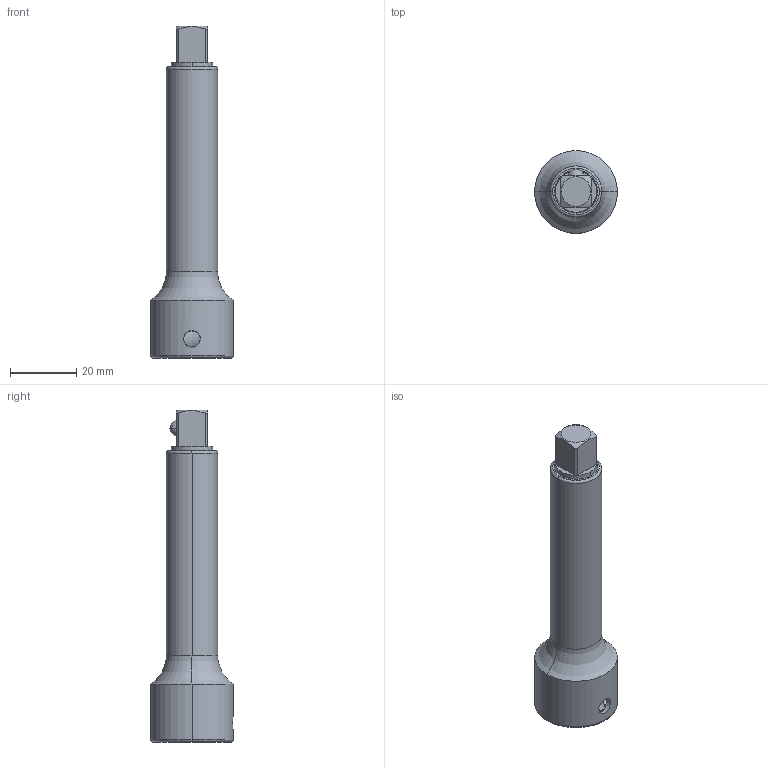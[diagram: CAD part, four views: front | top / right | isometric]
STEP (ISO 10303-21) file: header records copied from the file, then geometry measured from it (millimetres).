
FILE_DESCRIPTION((''),'2;1');
FILE_NAME('4027123432_ASM','2023-08-22T12:02:18',('A00565553'),(''),'CREO PARAMETRIC BY PTC INC, 2022414','CREO PARAMETRIC BY PTC INC, 2022414','');
FILE_SCHEMA(('CONFIG_CONTROL_DESIGN','GEOMETRIC_VALIDATION_PROPERTIES_MIM'));
Length unit declared in the file: millimetre
Products named in the file (3): 4027123442; 4027037286; 4027123432_ASM
Assembly tree (2 placements, depth 2):
  4027123432_ASM
    4027123442
    4027037286
Bounding box: 25 x 25 x 100.3 mm (x, y, z)
Volume: 20725.4 mm3; surface area: 15075 mm2
Topology: 3 solids, 3 shells, 77 faces, 199 edges, 121 vertices
Faces by surface type: cylinder 33, plane 19, torus 13, cone 10, sphere 2
Entity records: 3351 total; most frequent: CARTESIAN_POINT 669, DIRECTION 404, ORIENTED_EDGE 386, PRESENTATION_STYLE_ASSIGNMENT 198, STYLED_ITEM 196, CURVE_STYLE 193, EDGE_CURVE 193, AXIS2_PLACEMENT_3D 170
